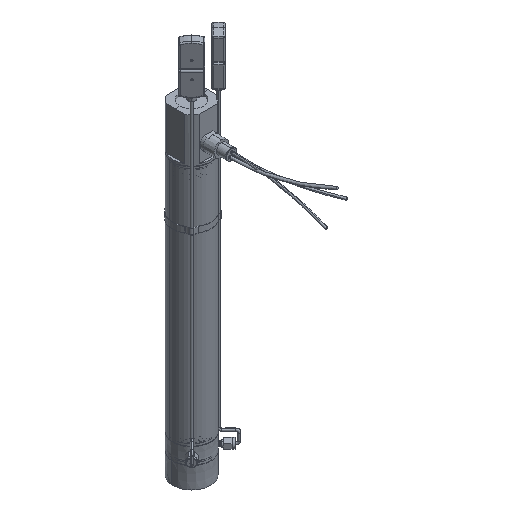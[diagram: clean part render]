
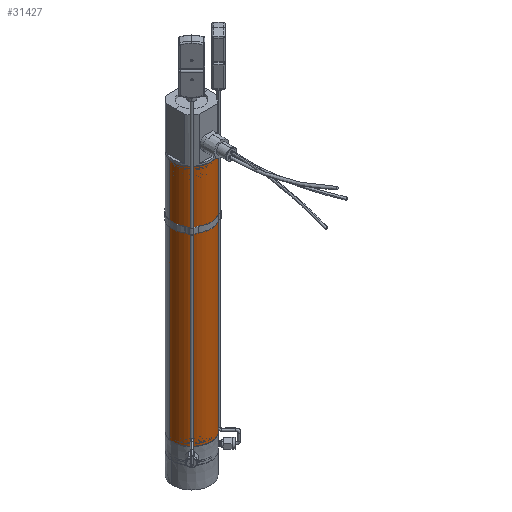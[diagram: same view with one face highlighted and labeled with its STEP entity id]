
A CAD part, isometric view. The second image highlights one B-rep face of the part: STEP entity #31427.
In plain terms, the highlighted cylindrical face has radius 25.4 mm (diameter 50.8 mm), a partial arc.
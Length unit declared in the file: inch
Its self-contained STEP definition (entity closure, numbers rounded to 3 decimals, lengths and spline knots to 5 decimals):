
#199 = EDGE_CURVE ( 'NONE', #28961, #31167, #29677, .T. ) ;
#409 = DIRECTION ( 'NONE',  ( 0.976, -0.22, 0. ) ) ;
#1423 = EDGE_CURVE ( 'NONE', #28961, #37144, #9694, .T. ) ;
#3246 = EDGE_CURVE ( 'NONE', #37144, #36984, #8570, .T. ) ;
#3429 = DIRECTION ( 'NONE',  ( 0., 0., 1. ) ) ;
#6558 = DIRECTION ( 'NONE',  ( 0., 0., 1. ) ) ;
#8570 = LINE ( 'NONE', #51549, #18145 ) ;
#9694 = CIRCLE ( 'NONE', #18948, 1. ) ;
#10344 = AXIS2_PLACEMENT_3D ( 'NONE', #18419, #47131, #22529 ) ;
#11589 = CARTESIAN_POINT ( 'NONE',  ( -0.9755, 0.21998, -13.866 ) ) ;
#16508 = ORIENTED_EDGE ( 'NONE', *, *, #3246, .T. ) ;
#17140 = CYLINDRICAL_SURFACE ( 'NONE', #49189, 1. ) ;
#18145 = VECTOR ( 'NONE', #6558, 39.37008 ) ;
#18419 = CARTESIAN_POINT ( 'NONE',  ( 0., 0., -0.926 ) ) ;
#18762 = VECTOR ( 'NONE', #41845, 39.37008 ) ;
#18948 = AXIS2_PLACEMENT_3D ( 'NONE', #49463, #24884, #409 ) ;
#22280 = EDGE_CURVE ( 'NONE', #36984, #31167, #22830, .T. ) ;
#22529 = DIRECTION ( 'NONE',  ( 0.976, -0.22, 0. ) ) ;
#22830 = CIRCLE ( 'NONE', #10344, 1. ) ;
#24884 = DIRECTION ( 'NONE',  ( 0., 0., 1. ) ) ;
#28961 = VERTEX_POINT ( 'NONE', #34242 ) ;
#29677 = LINE ( 'NONE', #11589, #18762 ) ;
#30091 = CARTESIAN_POINT ( 'NONE',  ( -0.9755, 0.21998, -0.926 ) ) ;
#31167 = VERTEX_POINT ( 'NONE', #30091 ) ;
#31427 = ADVANCED_FACE ( 'NONE', ( #52486 ), #17140, .T. ) ;
#34242 = CARTESIAN_POINT ( 'NONE',  ( -0.9755, 0.21998, -13.866 ) ) ;
#35813 = DIRECTION ( 'NONE',  ( 0.976, -0.22, 0. ) ) ;
#35947 = EDGE_LOOP ( 'NONE', ( #52070, #50243, #16508, #50303 ) ) ;
#36223 = CARTESIAN_POINT ( 'NONE',  ( 0.9755, -0.21998, -13.866 ) ) ;
#36984 = VERTEX_POINT ( 'NONE', #47214 ) ;
#37144 = VERTEX_POINT ( 'NONE', #36223 ) ;
#41845 = DIRECTION ( 'NONE',  ( 0., 0., 1. ) ) ;
#47131 = DIRECTION ( 'NONE',  ( 0., 0., -1. ) ) ;
#47214 = CARTESIAN_POINT ( 'NONE',  ( 0.9755, -0.21998, -0.926 ) ) ;
#49189 = AXIS2_PLACEMENT_3D ( 'NONE', #52518, #3429, #35813 ) ;
#49463 = CARTESIAN_POINT ( 'NONE',  ( 0., 0., -13.866 ) ) ;
#50243 = ORIENTED_EDGE ( 'NONE', *, *, #1423, .T. ) ;
#50303 = ORIENTED_EDGE ( 'NONE', *, *, #22280, .T. ) ;
#51549 = CARTESIAN_POINT ( 'NONE',  ( 0.9755, -0.21998, -13.866 ) ) ;
#52070 = ORIENTED_EDGE ( 'NONE', *, *, #199, .F. ) ;
#52486 = FACE_OUTER_BOUND ( 'NONE', #35947, .T. ) ;
#52518 = CARTESIAN_POINT ( 'NONE',  ( 0., 0., -13.866 ) ) ;
